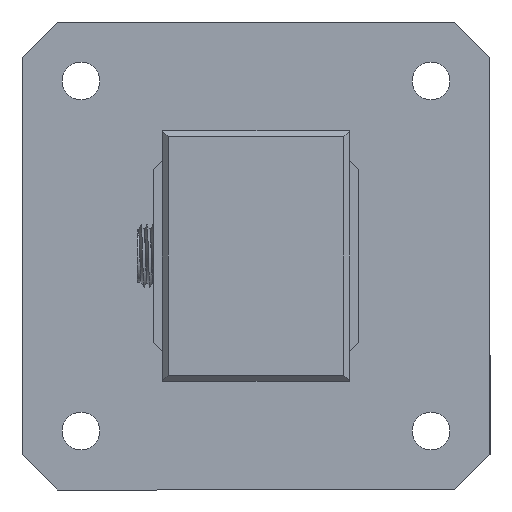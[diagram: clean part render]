
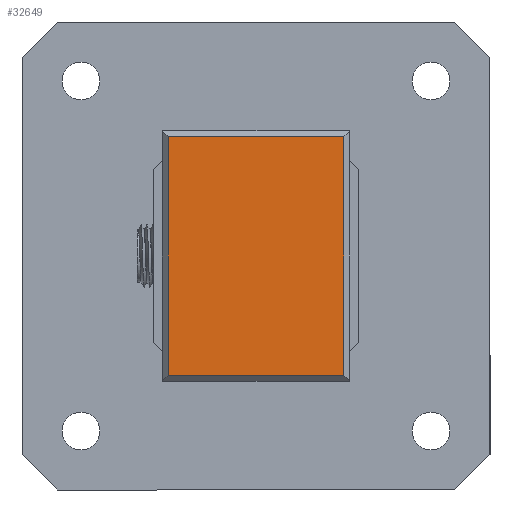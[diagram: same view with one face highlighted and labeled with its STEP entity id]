
A CAD part, left-side view. The second image highlights one B-rep face of the part: STEP entity #32649.
In plain terms, the highlighted planar face has unit normal (-1, 0, 0).
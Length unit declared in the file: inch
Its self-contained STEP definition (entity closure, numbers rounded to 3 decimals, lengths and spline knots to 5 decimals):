
#2189 = VERTEX_POINT ( 'NONE', #35477 ) ;
#2442 = VECTOR ( 'NONE', #28877, 39.37008 ) ;
#2623 = EDGE_LOOP ( 'NONE', ( #41699, #7158, #18650, #18424 ) ) ;
#4143 = DIRECTION ( 'NONE',  ( 0., -1., 0. ) ) ;
#7158 = ORIENTED_EDGE ( 'NONE', *, *, #58422, .F. ) ;
#10399 = VERTEX_POINT ( 'NONE', #13120 ) ;
#10558 = EDGE_CURVE ( 'NONE', #22107, #10399, #60067, .T. ) ;
#10663 = VECTOR ( 'NONE', #40753, 39.37008 ) ;
#13120 = CARTESIAN_POINT ( 'NONE',  ( -0.91235, -1.0977, -0.19913 ) ) ;
#13277 = PLANE ( 'NONE',  #59711 ) ;
#16441 = CARTESIAN_POINT ( 'NONE',  ( -0.91235, -0.3477, -0.19913 ) ) ;
#18424 = ORIENTED_EDGE ( 'NONE', *, *, #10558, .F. ) ;
#18650 = ORIENTED_EDGE ( 'NONE', *, *, #58395, .T. ) ;
#20767 = CARTESIAN_POINT ( 'NONE',  ( -0.91235, -1.0977, -0.70913 ) ) ;
#21606 = DIRECTION ( 'NONE',  ( 0., 0., 1. ) ) ;
#22107 = VERTEX_POINT ( 'NONE', #16441 ) ;
#22890 = DIRECTION ( 'NONE',  ( 0., 0., -1. ) ) ;
#24418 = LINE ( 'NONE', #20767, #56465 ) ;
#28877 = DIRECTION ( 'NONE',  ( 0., 0., 1. ) ) ;
#30430 = VERTEX_POINT ( 'NONE', #45654 ) ;
#30641 = LINE ( 'NONE', #58080, #2442 ) ;
#30771 = CARTESIAN_POINT ( 'NONE',  ( -0.91235, -0.7227, -1.21913 ) ) ;
#32649 = ADVANCED_FACE ( 'NONE', ( #59326 ), #13277, .F. ) ;
#35477 = CARTESIAN_POINT ( 'NONE',  ( -0.91235, -1.0977, -1.21913 ) ) ;
#37155 = DIRECTION ( 'NONE',  ( 1., 0., 0. ) ) ;
#40218 = VECTOR ( 'NONE', #4143, 39.37008 ) ;
#40753 = DIRECTION ( 'NONE',  ( 0., 1., 0. ) ) ;
#41699 = ORIENTED_EDGE ( 'NONE', *, *, #48801, .F. ) ;
#45654 = CARTESIAN_POINT ( 'NONE',  ( -0.91235, -0.3477, -1.21913 ) ) ;
#48801 = EDGE_CURVE ( 'NONE', #30430, #22107, #30641, .T. ) ;
#56465 = VECTOR ( 'NONE', #21606, 39.37008 ) ;
#57404 = CARTESIAN_POINT ( 'NONE',  ( -0.91235, -0.7227, -0.70913 ) ) ;
#58080 = CARTESIAN_POINT ( 'NONE',  ( -0.91235, -0.3477, -0.70913 ) ) ;
#58395 = EDGE_CURVE ( 'NONE', #2189, #10399, #24418, .T. ) ;
#58422 = EDGE_CURVE ( 'NONE', #2189, #30430, #58727, .T. ) ;
#58727 = LINE ( 'NONE', #30771, #10663 ) ;
#59326 = FACE_OUTER_BOUND ( 'NONE', #2623, .T. ) ;
#59711 = AXIS2_PLACEMENT_3D ( 'NONE', #57404, #37155, #22890 ) ;
#60067 = LINE ( 'NONE', #63207, #40218 ) ;
#63207 = CARTESIAN_POINT ( 'NONE',  ( -0.91235, -0.7227, -0.19913 ) ) ;
